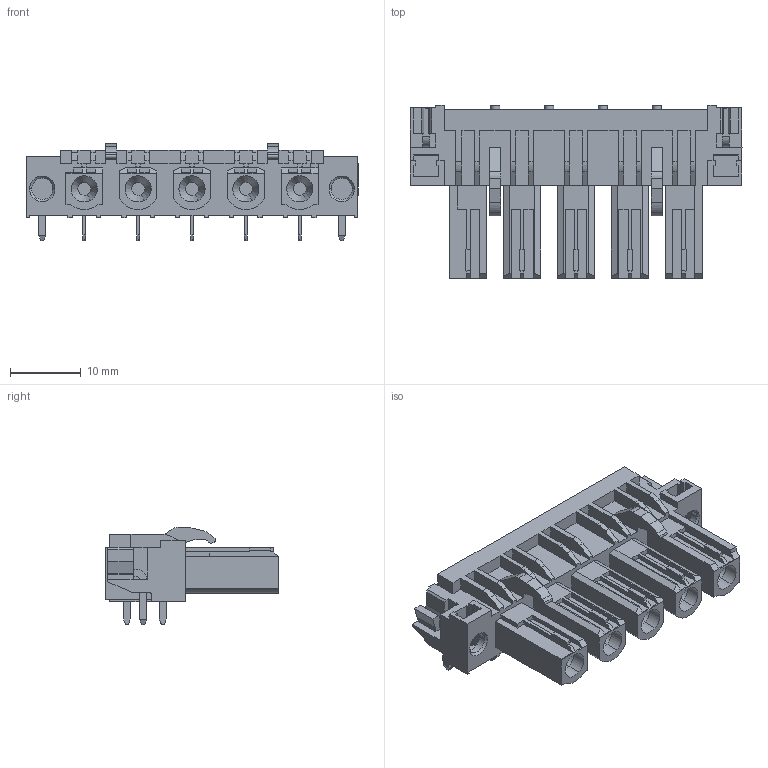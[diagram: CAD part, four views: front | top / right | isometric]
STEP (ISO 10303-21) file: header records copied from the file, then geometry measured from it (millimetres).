
FILE_DESCRIPTION(('CATIA V5 STEP Exchange','CAx-IF Rec.Pracs.--- Model Styling and Organization---1.2---2011-12-15'),'2;1');
FILE_NAME ('D1448472_0_1095670000_1095670000.stp','2018-09-17T17:25:54+00:00',('none'),('Weidmueller'),'CATIA Version 5-6 Release 2014','CATIA V5 STEP AP214','none');
FILE_SCHEMA(('AUTOMOTIVE_DESIGN { 1 0 10303 214 1 1 1 1 }'));
Length unit declared in the file: millimetre
Products named in the file (1): 1095670000
Bounding box: 46.96 x 24.54 x 13.74 mm (x, y, z)
Volume: 5447.5 mm3; surface area: 4585.2 mm2
Topology: 13 solids, 13 shells, 552 faces, 1517 edges, 1008 vertices
Faces by surface type: plane 455, cylinder 83, cone 14
Entity records: 16031 total; most frequent: ORIENTED_EDGE 3034, CARTESIAN_POINT 2851, DIRECTION 2167, EDGE_CURVE 1517, VECTOR 1337, LINE 1337, VERTEX_POINT 1008, EDGE_LOOP 573
